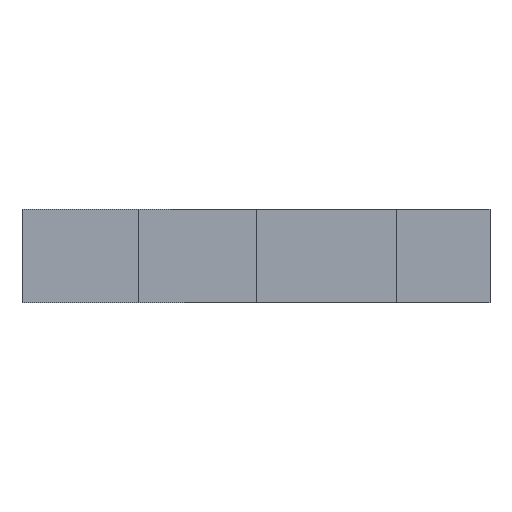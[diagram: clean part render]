
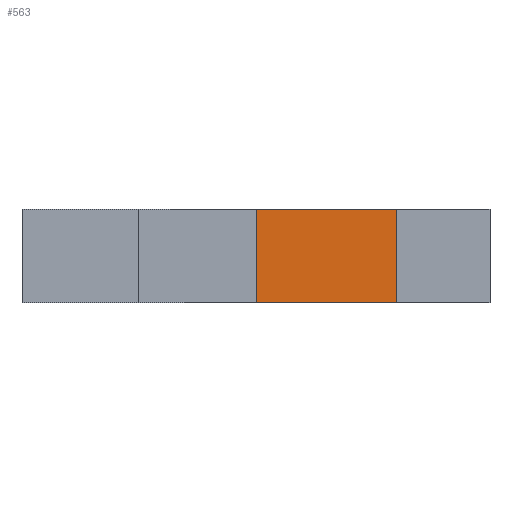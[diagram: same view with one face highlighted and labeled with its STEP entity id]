
A CAD part, left-side view. The second image highlights one B-rep face of the part: STEP entity #563.
In plain terms, the highlighted planar face has unit normal (-1, 0, 0).
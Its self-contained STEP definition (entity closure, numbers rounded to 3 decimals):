
#16 = VECTOR ( 'NONE', #594, 1000. ) ;
#39 = VERTEX_POINT ( 'NONE', #189 ) ;
#40 = VERTEX_POINT ( 'NONE', #184 ) ;
#51 = CARTESIAN_POINT ( 'NONE',  ( 0., 4., 0. ) ) ;
#56 = DIRECTION ( 'NONE',  ( 0., -1., 0. ) ) ;
#134 = DIRECTION ( 'NONE',  ( 0., 0., 1. ) ) ;
#146 = ORIENTED_EDGE ( 'NONE', *, *, #858, .F. ) ;
#152 = DIRECTION ( 'NONE',  ( 0., 0., -1. ) ) ;
#158 = ORIENTED_EDGE ( 'NONE', *, *, #692, .T. ) ;
#179 = VECTOR ( 'NONE', #134, 1000. ) ;
#184 = CARTESIAN_POINT ( 'NONE',  ( 0., 10., 4. ) ) ;
#189 = CARTESIAN_POINT ( 'NONE',  ( 0., 10., 0. ) ) ;
#195 = ORIENTED_EDGE ( 'NONE', *, *, #758, .T. ) ;
#197 = VECTOR ( 'NONE', #242, 1000. ) ;
#217 = CARTESIAN_POINT ( 'NONE',  ( 0., 4., 4. ) ) ;
#242 = DIRECTION ( 'NONE',  ( 0., -1., 0. ) ) ;
#268 = PLANE ( 'NONE',  #528 ) ;
#306 = VERTEX_POINT ( 'NONE', #702 ) ;
#382 = VECTOR ( 'NONE', #56, 1000. ) ;
#451 = LINE ( 'NONE', #717, #179 ) ;
#464 = LINE ( 'NONE', #729, #382 ) ;
#467 = EDGE_CURVE ( 'NONE', #39, #40, #451, .T. ) ;
#489 = ORIENTED_EDGE ( 'NONE', *, *, #467, .F. ) ;
#491 = CARTESIAN_POINT ( 'NONE',  ( 0., 0., 4. ) ) ;
#500 = VERTEX_POINT ( 'NONE', #217 ) ;
#528 = AXIS2_PLACEMENT_3D ( 'NONE', #491, #566, #152 ) ;
#563 = ADVANCED_FACE ( 'NONE', ( #744 ), #268, .F. ) ;
#566 = DIRECTION ( 'NONE',  ( 1., 0., 0. ) ) ;
#575 = EDGE_LOOP ( 'NONE', ( #146, #489, #158, #195 ) ) ;
#580 = LINE ( 'NONE', #849, #197 ) ;
#594 = DIRECTION ( 'NONE',  ( 0., 0., 1. ) ) ;
#692 = EDGE_CURVE ( 'NONE', #39, #306, #580, .T. ) ;
#702 = CARTESIAN_POINT ( 'NONE',  ( 0., 4., 0. ) ) ;
#717 = CARTESIAN_POINT ( 'NONE',  ( 0., 10., 0. ) ) ;
#729 = CARTESIAN_POINT ( 'NONE',  ( 0., 0., 4. ) ) ;
#744 = FACE_OUTER_BOUND ( 'NONE', #575, .T. ) ;
#758 = EDGE_CURVE ( 'NONE', #306, #500, #795, .T. ) ;
#795 = LINE ( 'NONE', #51, #16 ) ;
#849 = CARTESIAN_POINT ( 'NONE',  ( 0., 0., 0. ) ) ;
#858 = EDGE_CURVE ( 'NONE', #40, #500, #464, .T. ) ;
